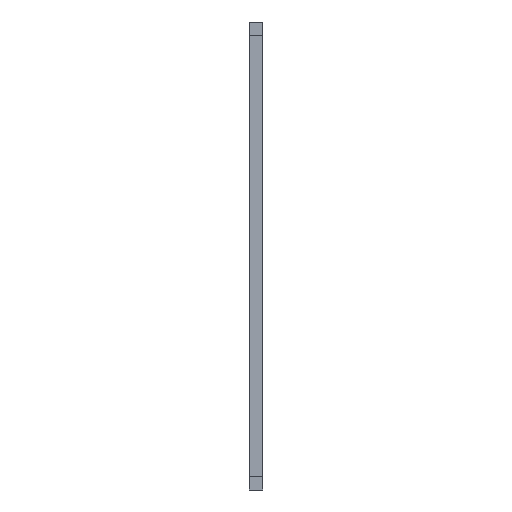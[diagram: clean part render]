
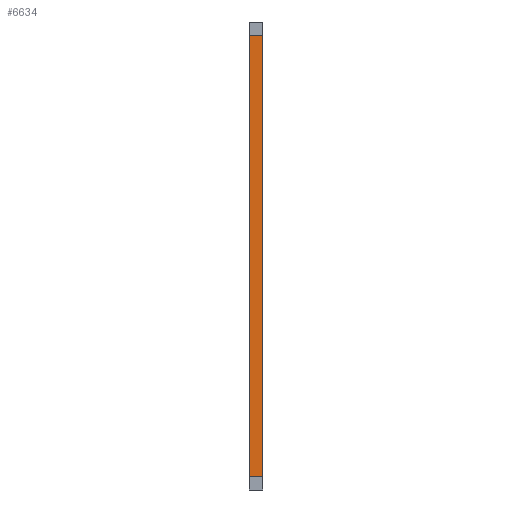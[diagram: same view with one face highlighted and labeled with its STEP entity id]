
A CAD part, left-side view. The second image highlights one B-rep face of the part: STEP entity #6634.
In plain terms, the highlighted planar face has unit normal (-1, 0, 0).
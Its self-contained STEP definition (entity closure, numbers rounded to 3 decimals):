
#32 = PLANE('',#33);
#33 = AXIS2_PLACEMENT_3D('',#34,#35,#36);
#34 = CARTESIAN_POINT('',(0.,0.,200.));
#35 = DIRECTION('',(0.,-1.,0.));
#36 = DIRECTION('',(0.,0.,-1.));
#265 = VERTEX_POINT('',#266);
#266 = CARTESIAN_POINT('',(0.,0.,200.));
#282 = PLANE('',#283);
#283 = AXIS2_PLACEMENT_3D('',#284,#285,#286);
#284 = CARTESIAN_POINT('',(0.,0.,200.));
#285 = DIRECTION('',(0.,0.,1.));
#286 = DIRECTION('',(1.,0.,0.));
#294 = EDGE_CURVE('',#265,#295,#297,.T.);
#295 = VERTEX_POINT('',#296);
#296 = CARTESIAN_POINT('',(0.,0.,0.));
#297 = SURFACE_CURVE('',#298,(#302,#309),.PCURVE_S1.);
#298 = LINE('',#299,#300);
#299 = CARTESIAN_POINT('',(0.,0.,200.));
#300 = VECTOR('',#301,1.);
#301 = DIRECTION('',(0.,0.,-1.));
#302 = PCURVE('',#32,#303);
#303 = DEFINITIONAL_REPRESENTATION('',(#304),#308);
#304 = LINE('',#305,#306);
#305 = CARTESIAN_POINT('',(0.,0.));
#306 = VECTOR('',#307,1.);
#307 = DIRECTION('',(1.,0.));
#308 = ( GEOMETRIC_REPRESENTATION_CONTEXT(2) 
PARAMETRIC_REPRESENTATION_CONTEXT() REPRESENTATION_CONTEXT('2D SPACE',''
  ) );
#309 = PCURVE('',#310,#315);
#310 = PLANE('',#311);
#311 = AXIS2_PLACEMENT_3D('',#312,#313,#314);
#312 = CARTESIAN_POINT('',(0.,0.,200.));
#313 = DIRECTION('',(1.,0.,0.));
#314 = DIRECTION('',(0.,0.,-1.));
#315 = DEFINITIONAL_REPRESENTATION('',(#316),#320);
#316 = LINE('',#317,#318);
#317 = CARTESIAN_POINT('',(0.,0.));
#318 = VECTOR('',#319,1.);
#319 = DIRECTION('',(1.,0.));
#320 = ( GEOMETRIC_REPRESENTATION_CONTEXT(2) 
PARAMETRIC_REPRESENTATION_CONTEXT() REPRESENTATION_CONTEXT('2D SPACE',''
  ) );
#338 = PLANE('',#339);
#339 = AXIS2_PLACEMENT_3D('',#340,#341,#342);
#340 = CARTESIAN_POINT('',(300.,0.,0.));
#341 = DIRECTION('',(0.,0.,-1.));
#342 = DIRECTION('',(-1.,0.,0.));
#6171 = PLANE('',#6172);
#6172 = AXIS2_PLACEMENT_3D('',#6173,#6174,#6175);
#6173 = CARTESIAN_POINT('',(0.,-6.,200.));
#6174 = DIRECTION('',(0.,-1.,0.));
#6175 = DIRECTION('',(0.,0.,-1.));
#6563 = EDGE_CURVE('',#265,#6564,#6566,.T.);
#6564 = VERTEX_POINT('',#6565);
#6565 = CARTESIAN_POINT('',(0.,-6.,200.));
#6566 = SURFACE_CURVE('',#6567,(#6571,#6578),.PCURVE_S1.);
#6567 = LINE('',#6568,#6569);
#6568 = CARTESIAN_POINT('',(0.,0.,200.));
#6569 = VECTOR('',#6570,1.);
#6570 = DIRECTION('',(0.,-1.,0.));
#6571 = PCURVE('',#282,#6572);
#6572 = DEFINITIONAL_REPRESENTATION('',(#6573),#6577);
#6573 = LINE('',#6574,#6575);
#6574 = CARTESIAN_POINT('',(0.,0.));
#6575 = VECTOR('',#6576,1.);
#6576 = DIRECTION('',(0.,-1.));
#6577 = ( GEOMETRIC_REPRESENTATION_CONTEXT(2) 
PARAMETRIC_REPRESENTATION_CONTEXT() REPRESENTATION_CONTEXT('2D SPACE',''
  ) );
#6578 = PCURVE('',#310,#6579);
#6579 = DEFINITIONAL_REPRESENTATION('',(#6580),#6584);
#6580 = LINE('',#6581,#6582);
#6581 = CARTESIAN_POINT('',(0.,0.));
#6582 = VECTOR('',#6583,1.);
#6583 = DIRECTION('',(0.,-1.));
#6584 = ( GEOMETRIC_REPRESENTATION_CONTEXT(2) 
PARAMETRIC_REPRESENTATION_CONTEXT() REPRESENTATION_CONTEXT('2D SPACE',''
  ) );
#6634 = ADVANCED_FACE('',(#6635),#310,.F.);
#6635 = FACE_BOUND('',#6636,.F.);
#6636 = EDGE_LOOP('',(#6637,#6638,#6661,#6682));
#6637 = ORIENTED_EDGE('',*,*,#6563,.T.);
#6638 = ORIENTED_EDGE('',*,*,#6639,.T.);
#6639 = EDGE_CURVE('',#6564,#6640,#6642,.T.);
#6640 = VERTEX_POINT('',#6641);
#6641 = CARTESIAN_POINT('',(0.,-6.,0.));
#6642 = SURFACE_CURVE('',#6643,(#6647,#6654),.PCURVE_S1.);
#6643 = LINE('',#6644,#6645);
#6644 = CARTESIAN_POINT('',(0.,-6.,200.));
#6645 = VECTOR('',#6646,1.);
#6646 = DIRECTION('',(0.,0.,-1.));
#6647 = PCURVE('',#310,#6648);
#6648 = DEFINITIONAL_REPRESENTATION('',(#6649),#6653);
#6649 = LINE('',#6650,#6651);
#6650 = CARTESIAN_POINT('',(0.,-6.));
#6651 = VECTOR('',#6652,1.);
#6652 = DIRECTION('',(1.,0.));
#6653 = ( GEOMETRIC_REPRESENTATION_CONTEXT(2) 
PARAMETRIC_REPRESENTATION_CONTEXT() REPRESENTATION_CONTEXT('2D SPACE',''
  ) );
#6654 = PCURVE('',#6171,#6655);
#6655 = DEFINITIONAL_REPRESENTATION('',(#6656),#6660);
#6656 = LINE('',#6657,#6658);
#6657 = CARTESIAN_POINT('',(0.,0.));
#6658 = VECTOR('',#6659,1.);
#6659 = DIRECTION('',(1.,0.));
#6660 = ( GEOMETRIC_REPRESENTATION_CONTEXT(2) 
PARAMETRIC_REPRESENTATION_CONTEXT() REPRESENTATION_CONTEXT('2D SPACE',''
  ) );
#6661 = ORIENTED_EDGE('',*,*,#6662,.F.);
#6662 = EDGE_CURVE('',#295,#6640,#6663,.T.);
#6663 = SURFACE_CURVE('',#6664,(#6668,#6675),.PCURVE_S1.);
#6664 = LINE('',#6665,#6666);
#6665 = CARTESIAN_POINT('',(0.,0.,0.));
#6666 = VECTOR('',#6667,1.);
#6667 = DIRECTION('',(0.,-1.,0.));
#6668 = PCURVE('',#310,#6669);
#6669 = DEFINITIONAL_REPRESENTATION('',(#6670),#6674);
#6670 = LINE('',#6671,#6672);
#6671 = CARTESIAN_POINT('',(200.,0.));
#6672 = VECTOR('',#6673,1.);
#6673 = DIRECTION('',(0.,-1.));
#6674 = ( GEOMETRIC_REPRESENTATION_CONTEXT(2) 
PARAMETRIC_REPRESENTATION_CONTEXT() REPRESENTATION_CONTEXT('2D SPACE',''
  ) );
#6675 = PCURVE('',#338,#6676);
#6676 = DEFINITIONAL_REPRESENTATION('',(#6677),#6681);
#6677 = LINE('',#6678,#6679);
#6678 = CARTESIAN_POINT('',(300.,0.));
#6679 = VECTOR('',#6680,1.);
#6680 = DIRECTION('',(0.,-1.));
#6681 = ( GEOMETRIC_REPRESENTATION_CONTEXT(2) 
PARAMETRIC_REPRESENTATION_CONTEXT() REPRESENTATION_CONTEXT('2D SPACE',''
  ) );
#6682 = ORIENTED_EDGE('',*,*,#294,.F.);
